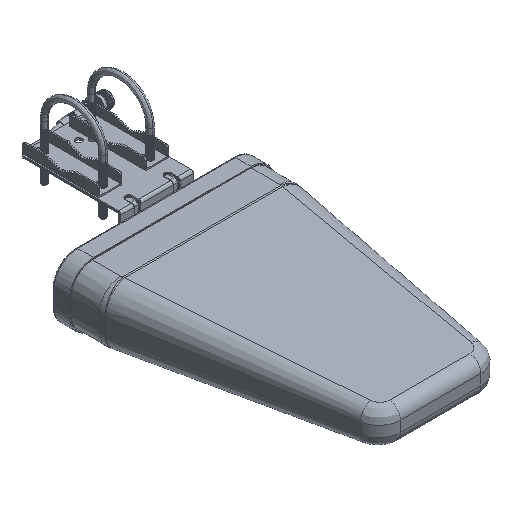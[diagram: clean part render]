
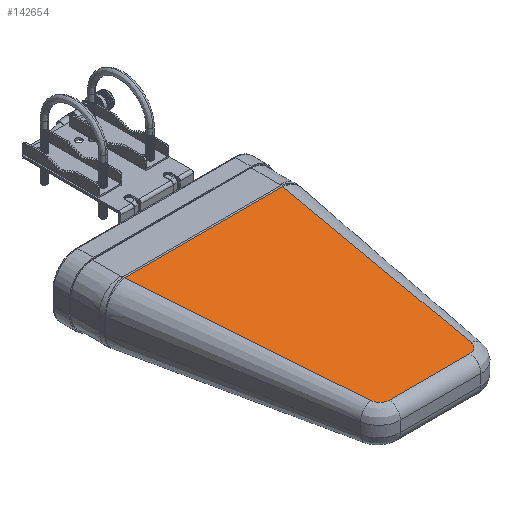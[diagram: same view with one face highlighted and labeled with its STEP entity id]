
A CAD part, isometric view. The second image highlights one B-rep face of the part: STEP entity #142654.
In plain terms, the highlighted planar face has unit normal (0, -0.054, 0.999).
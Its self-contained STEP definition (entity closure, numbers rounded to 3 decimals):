
#259 = CARTESIAN_POINT ( 'NONE',  ( 1.619, -10.696, 0.688 ) ) ;
#8262 = CARTESIAN_POINT ( 'NONE',  ( 2.016, -10.352, 0.706 ) ) ;
#8413 = CARTESIAN_POINT ( 'NONE',  ( -1.667, -10.693, 0.688 ) ) ;
#12525 = CARTESIAN_POINT ( 'NONE',  ( 1.865, -10.612, 0.692 ) ) ;
#13648 = CARTESIAN_POINT ( 'NONE',  ( -2.012, -10.375, 0.705 ) ) ;
#14452 = CARTESIAN_POINT ( 'NONE',  ( 1.978, -10.475, 0.699 ) ) ;
#15398 = CARTESIAN_POINT ( 'NONE',  ( 1.715, -10.685, 0.688 ) ) ;
#21054 = CARTESIAN_POINT ( 'NONE',  ( -1.805, -10.651, 0.69 ) ) ;
#21077 = ORIENTED_EDGE ( 'NONE', *, *, #53721, .T. ) ;
#22955 = CARTESIAN_POINT ( 'NONE',  ( -1.948, -10.526, 0.697 ) ) ;
#23896 = CARTESIAN_POINT ( 'NONE',  ( -1.644, -10.696, 0.688 ) ) ;
#25624 = DIRECTION ( 'NONE',  ( 0.131, -0.99, -0.054 ) ) ;
#28011 = CARTESIAN_POINT ( 'NONE',  ( 2.016, -10.352, 0.706 ) ) ;
#28973 = CARTESIAN_POINT ( 'NONE',  ( 1.901, -10.58, 0.694 ) ) ;
#34033 = VERTEX_POINT ( 'NONE', #259 ) ;
#37436 = CARTESIAN_POINT ( 'NONE',  ( -1.619, -10.696, 0.688 ) ) ;
#37689 = LINE ( 'NONE', #114042, #65951 ) ;
#38218 = CARTESIAN_POINT ( 'NONE',  ( -4.055, -1.575, 1.181 ) ) ;
#41269 = VECTOR ( 'NONE', #165474, 39.37 ) ;
#41302 = VECTOR ( 'NONE', #25624, 39.37 ) ;
#42503 = CARTESIAN_POINT ( 'NONE',  ( 1.644, -10.696, 0.688 ) ) ;
#43487 = VECTOR ( 'NONE', #139809, 39.37 ) ;
#49534 = ORIENTED_EDGE ( 'NONE', *, *, #133953, .T. ) ;
#51753 = PLANE ( 'NONE',  #145196 ) ;
#51927 = CARTESIAN_POINT ( 'NONE',  ( -1.983, -10.465, 0.7 ) ) ;
#52856 = CARTESIAN_POINT ( 'NONE',  ( -2.007, -10.398, 0.704 ) ) ;
#53721 = EDGE_CURVE ( 'NONE', #132386, #130918, #152869, .T. ) ;
#54600 = FACE_OUTER_BOUND ( 'NONE', #87786, .T. ) ;
#56983 = CARTESIAN_POINT ( 'NONE',  ( 1.996, -10.432, 0.702 ) ) ;
#58888 = CARTESIAN_POINT ( 'NONE',  ( 1.772, -10.666, 0.689 ) ) ;
#59349 = EDGE_CURVE ( 'NONE', #34033, #113057, #186073, .T. ) ;
#64555 = CARTESIAN_POINT ( 'NONE',  ( -2.015, -10.364, 0.705 ) ) ;
#65951 = VECTOR ( 'NONE', #173027, 39.37 ) ;
#66451 = CARTESIAN_POINT ( 'NONE',  ( -1.783, -10.661, 0.689 ) ) ;
#69297 = CARTESIAN_POINT ( 'NONE',  ( -1.738, -10.678, 0.688 ) ) ;
#70133 = ORIENTED_EDGE ( 'NONE', *, *, #89203, .T. ) ;
#71500 = CARTESIAN_POINT ( 'NONE',  ( 1.874, -10.604, 0.692 ) ) ;
#72462 = CARTESIAN_POINT ( 'NONE',  ( 1.667, -10.693, 0.688 ) ) ;
#74374 = CARTESIAN_POINT ( 'NONE',  ( 1.836, -10.632, 0.691 ) ) ;
#79064 = CARTESIAN_POINT ( 'NONE',  ( -2.016, -10.352, 0.706 ) ) ;
#81902 = CARTESIAN_POINT ( 'NONE',  ( -1.918, -10.563, 0.695 ) ) ;
#85554 = DIRECTION ( 'NONE',  ( 0., -0.054, 0.999 ) ) ;
#86019 = CARTESIAN_POINT ( 'NONE',  ( 1.738, -10.678, 0.688 ) ) ;
#87786 = EDGE_LOOP ( 'NONE', ( #21077, #70133, #158031, #49534, #174925, #180410 ) ) ;
#87946 = CARTESIAN_POINT ( 'NONE',  ( 1.925, -10.554, 0.695 ) ) ;
#89203 = EDGE_CURVE ( 'NONE', #130918, #130148, #99129, .T. ) ;
#89846 = CARTESIAN_POINT ( 'NONE',  ( 1.619, -10.696, 0.688 ) ) ;
#97847 = VERTEX_POINT ( 'NONE', #108334 ) ;
#99129 = LINE ( 'NONE', #158109, #41302 ) ;
#101526 = CARTESIAN_POINT ( 'NONE',  ( 1.992, -10.443, 0.701 ) ) ;
#102465 = CARTESIAN_POINT ( 'NONE',  ( 1.815, -10.645, 0.69 ) ) ;
#108334 = CARTESIAN_POINT ( 'NONE',  ( -1.619, -10.696, 0.688 ) ) ;
#110960 = CARTESIAN_POINT ( 'NONE',  ( -1.846, -10.626, 0.691 ) ) ;
#111882 = CARTESIAN_POINT ( 'NONE',  ( -1.865, -10.612, 0.692 ) ) ;
#112844 = CARTESIAN_POINT ( 'NONE',  ( -1.978, -10.475, 0.699 ) ) ;
#113057 = VERTEX_POINT ( 'NONE', #179409 ) ;
#114042 = CARTESIAN_POINT ( 'NONE',  ( -4.055, -10.696, 0.688 ) ) ;
#116000 = CARTESIAN_POINT ( 'NONE',  ( 2.008, -10.398, 0.704 ) ) ;
#117904 = CARTESIAN_POINT ( 'NONE',  ( 1.983, -10.465, 0.7 ) ) ;
#119854 = CARTESIAN_POINT ( 'NONE',  ( -3.178, -1.607, 1.179 ) ) ;
#124159 = EDGE_CURVE ( 'NONE', #113057, #132386, #137937, .T. ) ;
#127343 = CARTESIAN_POINT ( 'NONE',  ( -1.715, -10.685, 0.688 ) ) ;
#127652 = B_SPLINE_CURVE_WITH_KNOTS ( 'NONE', 3,
 ( #79064, #64555, #13648, #52856, #171827, #185363, #169916, #51927, #112844, #140922, #22955, #81902, #139030, #111882, #110960, #21054, #66451, #69297, #127343, #8413, #23896, #37436 ),
 .UNSPECIFIED., .F., .F.,
 ( 4, 2, 2, 2, 2, 2, 2, 2, 2, 2, 4 ),
 ( 0., 0.063, 0.125, 0.188, 0.25, 0.375, 0.5, 0.625, 0.75, 0.875, 1. ),
 .UNSPECIFIED. ) ;
#130148 = VERTEX_POINT ( 'NONE', #182584 ) ;
#130918 = VERTEX_POINT ( 'NONE', #119854 ) ;
#131481 = CARTESIAN_POINT ( 'NONE',  ( 1.892, -10.589, 0.693 ) ) ;
#132386 = VERTEX_POINT ( 'NONE', #160171 ) ;
#133381 = CARTESIAN_POINT ( 'NONE',  ( 1.966, -10.496, 0.698 ) ) ;
#133953 = EDGE_CURVE ( 'NONE', #97847, #34033, #37689, .T. ) ;
#137937 = LINE ( 'NONE', #8262, #43487 ) ;
#139030 = CARTESIAN_POINT ( 'NONE',  ( -1.901, -10.581, 0.694 ) ) ;
#139809 = DIRECTION ( 'NONE',  ( 0.131, 0.99, 0.054 ) ) ;
#140922 = CARTESIAN_POINT ( 'NONE',  ( -1.961, -10.506, 0.698 ) ) ;
#142654 = ADVANCED_FACE ( 'NONE', ( #54600 ), #51753, .T. ) ;
#145019 = CARTESIAN_POINT ( 'NONE',  ( 1.805, -10.65, 0.69 ) ) ;
#145196 = AXIS2_PLACEMENT_3D ( 'NONE', #38218, #85554, #155236 ) ;
#146923 = CARTESIAN_POINT ( 'NONE',  ( 1.96, -10.506, 0.698 ) ) ;
#148820 = CARTESIAN_POINT ( 'NONE',  ( 1.846, -10.626, 0.691 ) ) ;
#150974 = CARTESIAN_POINT ( 'NONE',  ( 3.178, -1.607, 1.179 ) ) ;
#152869 = LINE ( 'NONE', #150974, #41269 ) ;
#155236 = DIRECTION ( 'NONE',  ( 0., -0.999, -0.054 ) ) ;
#158031 = ORIENTED_EDGE ( 'NONE', *, *, #177303, .T. ) ;
#158109 = CARTESIAN_POINT ( 'NONE',  ( -3.178, -1.607, 1.179 ) ) ;
#160171 = CARTESIAN_POINT ( 'NONE',  ( 3.178, -1.607, 1.179 ) ) ;
#160486 = CARTESIAN_POINT ( 'NONE',  ( 1.783, -10.661, 0.689 ) ) ;
#161432 = CARTESIAN_POINT ( 'NONE',  ( 1.917, -10.563, 0.695 ) ) ;
#162398 = CARTESIAN_POINT ( 'NONE',  ( 1.94, -10.536, 0.696 ) ) ;
#165474 = DIRECTION ( 'NONE',  ( -1., 0., 0. ) ) ;
#169916 = CARTESIAN_POINT ( 'NONE',  ( -1.992, -10.443, 0.701 ) ) ;
#171827 = CARTESIAN_POINT ( 'NONE',  ( -2.004, -10.409, 0.703 ) ) ;
#173027 = DIRECTION ( 'NONE',  ( 1., 0., 0. ) ) ;
#174925 = ORIENTED_EDGE ( 'NONE', *, *, #59349, .T. ) ;
#176887 = CARTESIAN_POINT ( 'NONE',  ( 2.013, -10.376, 0.705 ) ) ;
#177303 = EDGE_CURVE ( 'NONE', #130148, #97847, #127652, .T. ) ;
#179409 = CARTESIAN_POINT ( 'NONE',  ( 2.016, -10.352, 0.706 ) ) ;
#180410 = ORIENTED_EDGE ( 'NONE', *, *, #124159, .T. ) ;
#182584 = CARTESIAN_POINT ( 'NONE',  ( -2.016, -10.352, 0.706 ) ) ;
#185363 = CARTESIAN_POINT ( 'NONE',  ( -1.996, -10.432, 0.702 ) ) ;
#186073 = B_SPLINE_CURVE_WITH_KNOTS ( 'NONE', 3,
 ( #89846, #42503, #72462, #15398, #86019, #58888, #160486, #145019, #102465, #74374, #148820, #12525, #71500, #131481, #28973, #161432, #87946, #162398, #189481, #146923, #133381, #14452, #117904, #101526, #56983, #116000, #176887, #28011 ),
 .UNSPECIFIED., .F., .F.,
 ( 4, 2, 2, 2, 2, 2, 2, 2, 2, 2, 2, 2, 2, 4 ),
 ( 0., 0.125, 0.25, 0.313, 0.375, 0.438, 0.5, 0.563, 0.625, 0.688, 0.75, 0.813, 0.875, 1. ),
 .UNSPECIFIED. ) ;
#189481 = CARTESIAN_POINT ( 'NONE',  ( 1.947, -10.526, 0.697 ) ) ;
